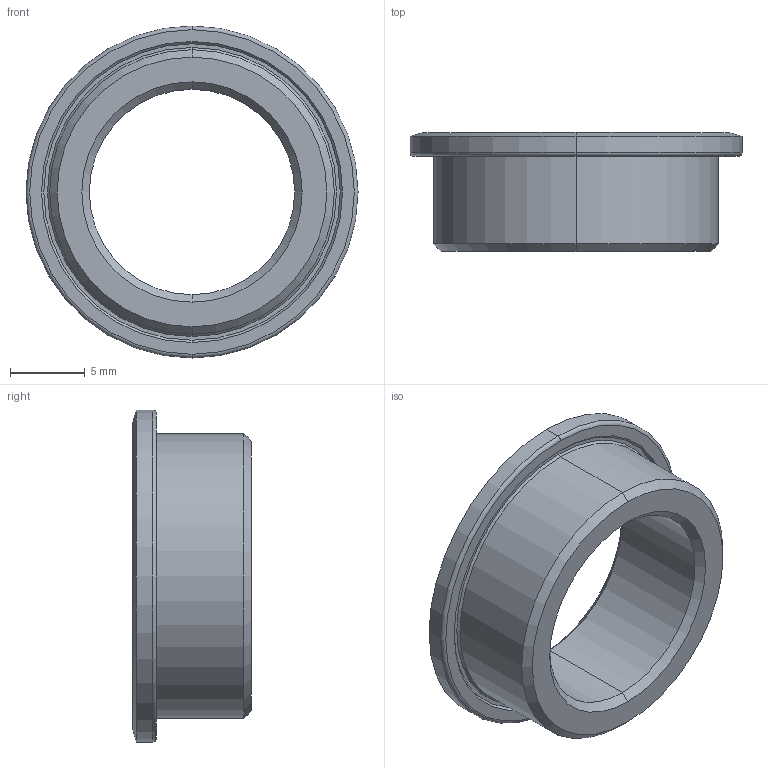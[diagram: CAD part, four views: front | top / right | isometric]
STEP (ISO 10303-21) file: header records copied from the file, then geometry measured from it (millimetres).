
FILE_DESCRIPTION (( 'STEP AP214' ), '1' );
FILE_NAME ('217-7348 20200930.STEP', '2020-09-30T21:23:13', ( '' ), ( '' ), 'SwSTEP 2.0', 'SolidWorks 2019', '' );
FILE_SCHEMA (( 'AUTOMOTIVE_DESIGN' ));
Length unit declared in the file: millimetre
Products named in the file (1): 217-7348 20200930
Bounding box: 22.23 x 7.94 x 22.23 mm (x, y, z)
Volume: 1217.1 mm3; surface area: 1255.3 mm2
Topology: 1 solids, 1 shells, 24 faces, 48 edges, 28 vertices
Faces by surface type: cone 12, cylinder 6, plane 4, torus 2
Entity records: 664 total; most frequent: DIRECTION 128, CARTESIAN_POINT 101, ORIENTED_EDGE 96, AXIS2_PLACEMENT_3D 55, EDGE_CURVE 48, CIRCLE 30, VERTEX_POINT 28, EDGE_LOOP 28
